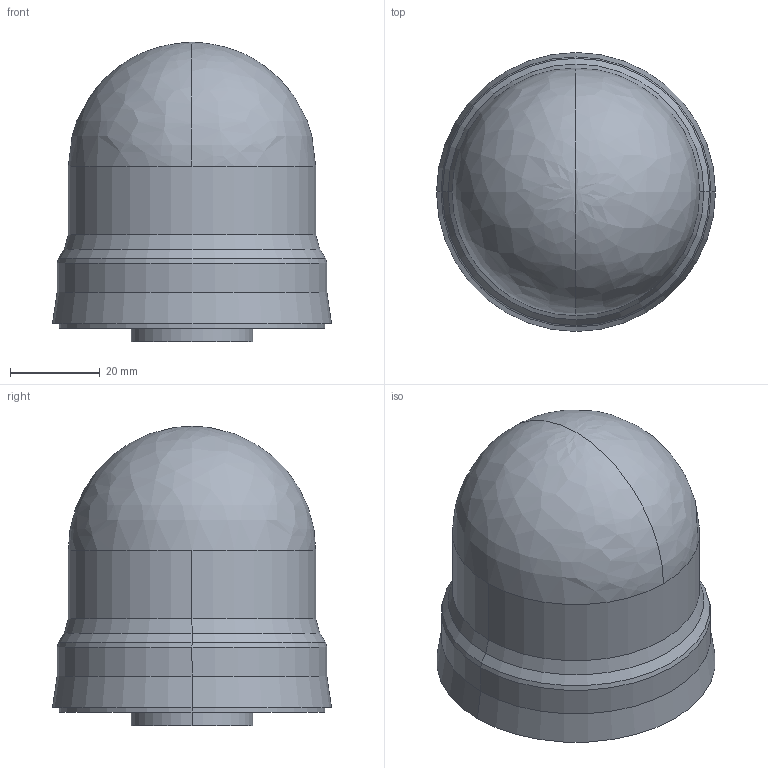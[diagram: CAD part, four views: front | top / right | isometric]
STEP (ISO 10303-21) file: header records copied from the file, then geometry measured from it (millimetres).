
FILE_DESCRIPTION((''),'2;1');
FILE_NAME('3d_8LB6S2B4.stp','2012-10-02T14:21:13',(''),(''),'Mechanical Desktop 2011','Mechanical Desktop 2011',', , ');
FILE_SCHEMA(('CONFIG_CONTROL_DESIGN'));
Length unit declared in the file: millimetre
Products named in the file (1): Product
Bounding box: 62 x 62 x 66.5 mm (x, y, z)
Volume: 139184.9 mm3; surface area: 14648.9 mm2
Topology: 1 solids, 1 shells, 21 faces, 44 edges, 25 vertices
Faces by surface type: cylinder 8, cone 8, plane 3, bspline 2
Entity records: 689 total; most frequent: CARTESIAN_POINT 141, DIRECTION 108, ORIENTED_EDGE 84, AXIS2_PLACEMENT_3D 46, EDGE_CURVE 42, CIRCLE 26, VERTEX_POINT 25, EDGE_LOOP 23
